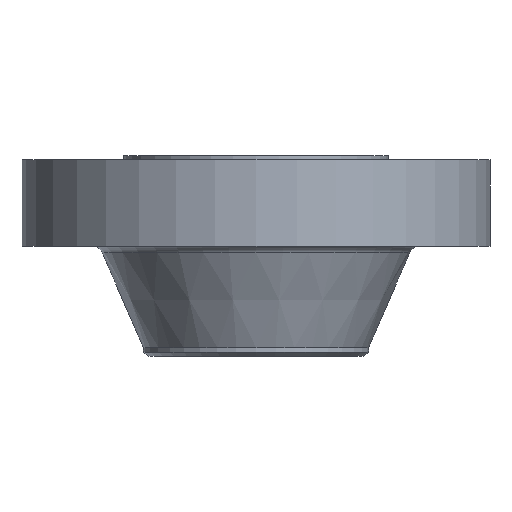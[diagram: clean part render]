
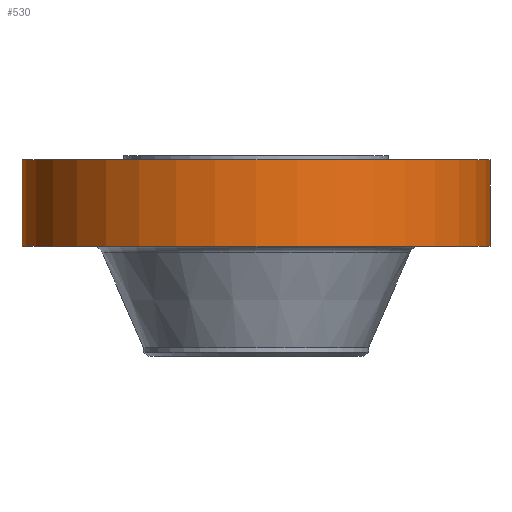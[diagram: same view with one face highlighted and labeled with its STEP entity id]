
A CAD part, front view. The second image highlights one B-rep face of the part: STEP entity #530.
In plain terms, the highlighted cylindrical face has radius 336.55 mm (diameter 673.1 mm), a partial arc.
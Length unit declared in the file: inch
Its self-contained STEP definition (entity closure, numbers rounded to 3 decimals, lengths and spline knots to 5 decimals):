
#5 = VERTEX_POINT ( 'NONE', #1525 ) ;
#85 = VERTEX_POINT ( 'NONE', #741 ) ;
#103 = LINE ( 'NONE', #660, #1540 ) ;
#117 = ORIENTED_EDGE ( 'NONE', *, *, #1600, .F. ) ;
#157 = AXIS2_PLACEMENT_3D ( 'NONE', #534, #258, #1196 ) ;
#258 = DIRECTION ( 'NONE',  ( 0., 0., 1. ) ) ;
#310 = CYLINDRICAL_SURFACE ( 'NONE', #674, 13.25 ) ;
#427 = DIRECTION ( 'NONE',  ( 0., 0., 1. ) ) ;
#454 = EDGE_CURVE ( 'NONE', #1372, #5, #103, .T. ) ;
#455 = CARTESIAN_POINT ( 'NONE',  ( 13.25, 0., 0. ) ) ;
#459 = ORIENTED_EDGE ( 'NONE', *, *, #1560, .T. ) ;
#530 = ADVANCED_FACE ( 'NONE', ( #1512 ), #310, .T. ) ;
#534 = CARTESIAN_POINT ( 'NONE',  ( 0., 0., -0.25 ) ) ;
#630 = CARTESIAN_POINT ( 'NONE',  ( 13.25, 0., -5.125 ) ) ;
#650 = VECTOR ( 'NONE', #997, 39.37008 ) ;
#652 = DIRECTION ( 'NONE',  ( 0., 0., 1. ) ) ;
#660 = CARTESIAN_POINT ( 'NONE',  ( -13.25, 0., 0. ) ) ;
#674 = AXIS2_PLACEMENT_3D ( 'NONE', #1134, #427, #843 ) ;
#717 = LINE ( 'NONE', #455, #650 ) ;
#741 = CARTESIAN_POINT ( 'NONE',  ( 13.25, 0., -0.25 ) ) ;
#796 = ORIENTED_EDGE ( 'NONE', *, *, #1726, .T. ) ;
#843 = DIRECTION ( 'NONE',  ( 1., 0., 0. ) ) ;
#844 = CARTESIAN_POINT ( 'NONE',  ( -13.25, 0., -5.125 ) ) ;
#987 = EDGE_LOOP ( 'NONE', ( #1535, #459, #796, #117 ) ) ;
#997 = DIRECTION ( 'NONE',  ( 0., 0., 1. ) ) ;
#1073 = CIRCLE ( 'NONE', #1539, 13.25 ) ;
#1092 = DIRECTION ( 'NONE',  ( 0., 0., 1. ) ) ;
#1115 = VERTEX_POINT ( 'NONE', #630 ) ;
#1134 = CARTESIAN_POINT ( 'NONE',  ( 0., 0., 0. ) ) ;
#1196 = DIRECTION ( 'NONE',  ( 1., 0., 0. ) ) ;
#1229 = CARTESIAN_POINT ( 'NONE',  ( 0., 0., -5.125 ) ) ;
#1372 = VERTEX_POINT ( 'NONE', #844 ) ;
#1420 = CIRCLE ( 'NONE', #157, 13.25 ) ;
#1512 = FACE_OUTER_BOUND ( 'NONE', #987, .T. ) ;
#1525 = CARTESIAN_POINT ( 'NONE',  ( -13.25, 0., -0.25 ) ) ;
#1535 = ORIENTED_EDGE ( 'NONE', *, *, #454, .F. ) ;
#1539 = AXIS2_PLACEMENT_3D ( 'NONE', #1229, #1092, #1742 ) ;
#1540 = VECTOR ( 'NONE', #652, 39.37008 ) ;
#1560 = EDGE_CURVE ( 'NONE', #1372, #1115, #1073, .T. ) ;
#1600 = EDGE_CURVE ( 'NONE', #5, #85, #1420, .T. ) ;
#1726 = EDGE_CURVE ( 'NONE', #1115, #85, #717, .T. ) ;
#1742 = DIRECTION ( 'NONE',  ( 1., 0., 0. ) ) ;
